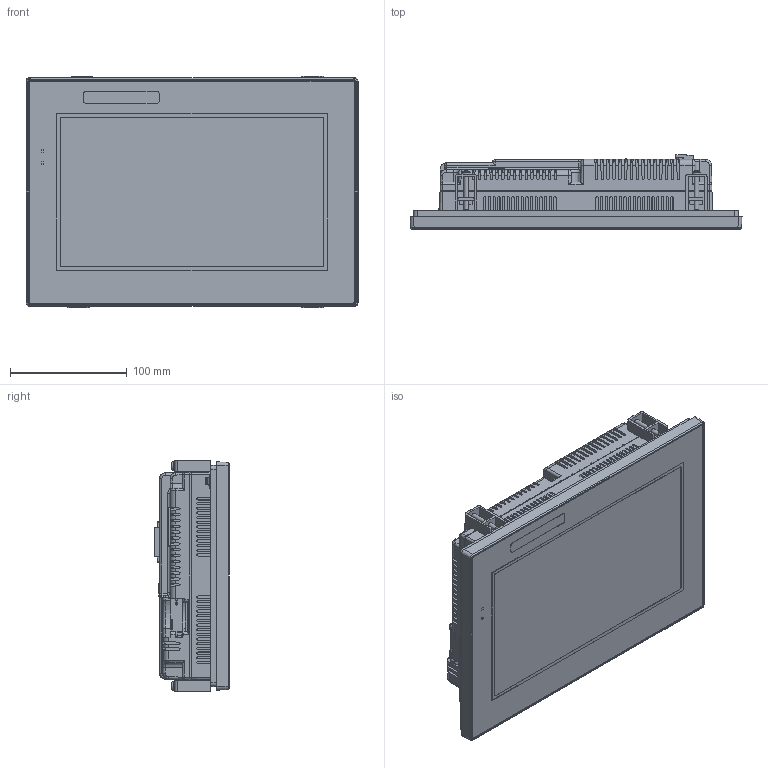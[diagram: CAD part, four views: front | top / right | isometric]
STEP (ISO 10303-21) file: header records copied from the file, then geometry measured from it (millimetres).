
FILE_DESCRIPTION (( 'STEP AP214' ), '1' );
FILE_NAME ('EA9_T10WCL.STEP', '2017-08-21T13:18:29', ( '' ), ( '' ), 'SwSTEP 2.0', 'SolidWorks 2017', '' );
FILE_SCHEMA (( 'AUTOMOTIVE_DESIGN' ));
Length unit declared in the file: inch
Products named in the file (9): OVERLAYSHEET; FrontCase-10W; GASKET_10W; OverlaySheet-8_N; OverlaySheet-10W; EA9-T10WCL_outline_M1; EA9-T10WCL_outline_M2; EA9-T10WCL_outline_M3; EA9_T10WCL
Assembly tree (8 placements, depth 2):
  EA9_T10WCL
    EA9-T10WCL_outline_M3
    EA9-T10WCL_outline_M2
    EA9-T10WCL_outline_M1
    OverlaySheet-10W
    OverlaySheet-8_N
    GASKET_10W
    FrontCase-10W
    OVERLAYSHEET
Bounding box: 284.01 x 63.6 x 198.4 mm (x, y, z)
Volume: 2279937.9 mm3; surface area: 385194.4 mm2
Topology: 8 solids, 36 shells, 6953 faces, 18860 edges, 12452 vertices
Faces by surface type: plane 5392, cylinder 1017, cone 343, bspline 116, torus 53, sphere 32
Full cylindrical faces by diameter (mm): 0.434 x1, 0.457 x2, 0.6 x7, 0.609 x1, 1 x17, 1.1 x6, 1.2 x3, 1.8 x4, 2.5 x24, 2.6 x4, 2.8 x3, 2.9 x3, 3.05 x2, 3.5 x7, 3.6 x2, 3.783 x6, 3.8 x2, 3.9 x2, 4 x13, 5 x7, 6.3 x7, 7 x2, 7.467 x4, 11.096 x2
Entity records: 235895 total; most frequent: CARTESIAN_POINT 64431, ORIENTED_EDGE 36992, DIRECTION 32629, EDGE_CURVE 18496, LINE 15187, VECTOR 15187, VERTEX_POINT 12319, AXIS2_PLACEMENT_3D 8721
